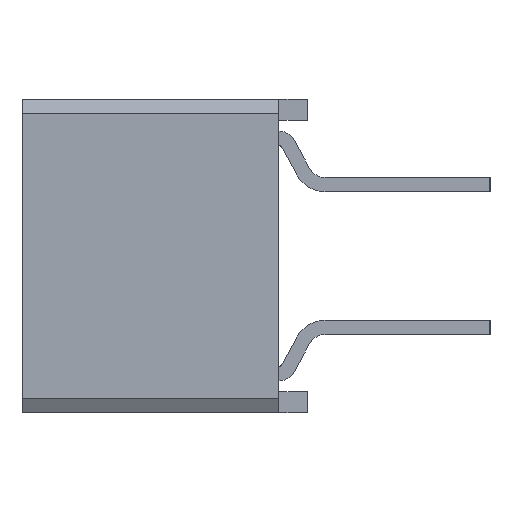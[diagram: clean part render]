
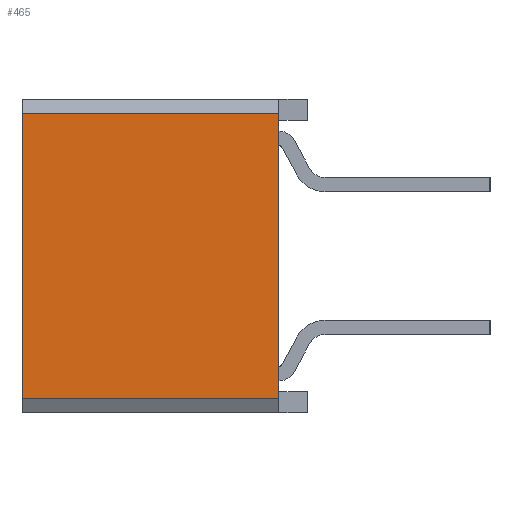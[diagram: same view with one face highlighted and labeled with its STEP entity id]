
A CAD part, left-side view. The second image highlights one B-rep face of the part: STEP entity #465.
In plain terms, the highlighted planar face has unit normal (-1, 0, 0).
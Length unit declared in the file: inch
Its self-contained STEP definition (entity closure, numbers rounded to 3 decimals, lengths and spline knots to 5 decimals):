
#465 = ADVANCED_FACE ( 'NONE', ( #8279 ), #5530, .T. ) ;
#1164 = AXIS2_PLACEMENT_3D ( 'NONE', #5527, #5521, #5520 ) ;
#4176 = EDGE_CURVE ( 'NONE', #27114, #27120, #11571, .T. ) ;
#4677 = EDGE_CURVE ( 'NONE', #27117, #27126, #12575, .T. ) ;
#4689 = EDGE_CURVE ( 'NONE', #27120, #27117, #12599, .T. ) ;
#4697 = EDGE_CURVE ( 'NONE', #27126, #27114, #12588, .T. ) ;
#5520 = DIRECTION ( 'NONE',  ( 0., 0., 1. ) ) ;
#5521 = DIRECTION ( 'NONE',  ( -1., 0., 0. ) ) ;
#5527 = CARTESIAN_POINT ( 'NONE',  ( -0.5, -0.18, -0.1 ) ) ;
#5530 = PLANE ( 'NONE',  #1164 ) ;
#8279 = FACE_OUTER_BOUND ( 'NONE', #15657, .T. ) ;
#10748 = CARTESIAN_POINT ( 'NONE',  ( -0.5, -0.18, -0.1 ) ) ;
#10749 = DIRECTION ( 'NONE',  ( 0., 0., 1. ) ) ;
#11571 = LINE ( 'NONE', #10748, #11572 ) ;
#11572 = VECTOR ( 'NONE', #10749, 39.37008 ) ;
#12575 = LINE ( 'NONE', #13109, #12576 ) ;
#12576 = VECTOR ( 'NONE', #13110, 39.37008 ) ;
#12588 = LINE ( 'NONE', #13141, #12615 ) ;
#12599 = LINE ( 'NONE', #13133, #12600 ) ;
#12600 = VECTOR ( 'NONE', #13134, 39.37008 ) ;
#12615 = VECTOR ( 'NONE', #13150, 39.37008 ) ;
#13109 = CARTESIAN_POINT ( 'NONE',  ( -0.5, 0., -0.1 ) ) ;
#13110 = DIRECTION ( 'NONE',  ( 0., 0., -1. ) ) ;
#13133 = CARTESIAN_POINT ( 'NONE',  ( -0.5, -0.09, 0.1 ) ) ;
#13134 = DIRECTION ( 'NONE',  ( 0., 1., 0. ) ) ;
#13141 = CARTESIAN_POINT ( 'NONE',  ( -0.5, -0.09, -0.1 ) ) ;
#13150 = DIRECTION ( 'NONE',  ( 0., -1., 0. ) ) ;
#15657 = EDGE_LOOP ( 'NONE', ( #16334, #16385, #16335, #16348 ) ) ;
#16334 = ORIENTED_EDGE ( 'NONE', *, *, #4689, .T. ) ;
#16335 = ORIENTED_EDGE ( 'NONE', *, *, #4697, .T. ) ;
#16348 = ORIENTED_EDGE ( 'NONE', *, *, #4176, .T. ) ;
#16385 = ORIENTED_EDGE ( 'NONE', *, *, #4677, .T. ) ;
#25421 = CARTESIAN_POINT ( 'NONE',  ( -0.5, -0.18, -0.1 ) ) ;
#25424 = CARTESIAN_POINT ( 'NONE',  ( -0.5, 0., 0.1 ) ) ;
#25427 = CARTESIAN_POINT ( 'NONE',  ( -0.5, -0.18, 0.1 ) ) ;
#25433 = CARTESIAN_POINT ( 'NONE',  ( -0.5, 0., -0.1 ) ) ;
#27114 = VERTEX_POINT ( 'NONE', #25421 ) ;
#27117 = VERTEX_POINT ( 'NONE', #25424 ) ;
#27120 = VERTEX_POINT ( 'NONE', #25427 ) ;
#27126 = VERTEX_POINT ( 'NONE', #25433 ) ;
